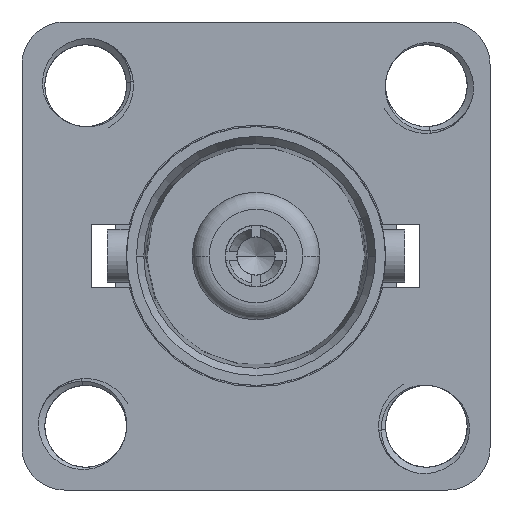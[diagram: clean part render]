
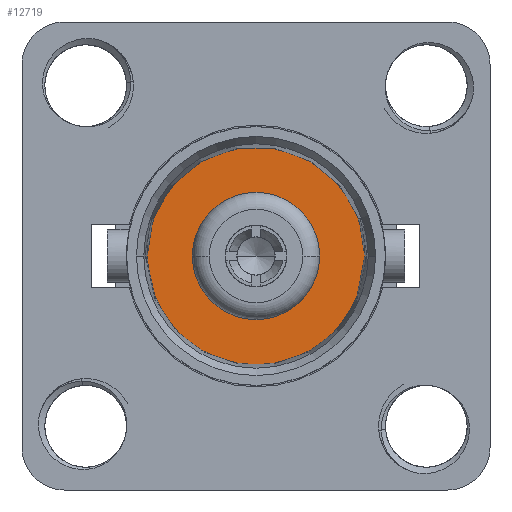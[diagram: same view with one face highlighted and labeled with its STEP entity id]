
A CAD part, left-side view. The second image highlights one B-rep face of the part: STEP entity #12719.
In plain terms, the highlighted planar face has unit normal (-1, 0, 0).
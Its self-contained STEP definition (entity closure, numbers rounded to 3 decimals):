
#5637=CARTESIAN_POINT('',(8.407,0.,0.));
#5638=DIRECTION('',(1.,0.,0.));
#5639=DIRECTION('',(0.,1.,0.));
#5640=AXIS2_PLACEMENT_3D('',#5637,#5638,#5639);
#5695=CARTESIAN_POINT('',(8.407,0.,0.));
#5696=DIRECTION('',(-1.,0.,0.));
#5697=DIRECTION('',(0.,1.,0.));
#5698=AXIS2_PLACEMENT_3D('',#5695,#5696,#5697);
#5705=CARTESIAN_POINT('',(8.407,0.,0.));
#5706=DIRECTION('',(1.,0.,0.));
#5707=DIRECTION('',(0.,-1.,0.));
#5708=AXIS2_PLACEMENT_3D('',#5705,#5706,#5707);
#5710=CARTESIAN_POINT('',(8.407,0.,0.));
#5711=DIRECTION('',(1.,0.,0.));
#5712=DIRECTION('',(0.,1.,0.));
#5713=AXIS2_PLACEMENT_3D('',#5710,#5711,#5712);
#6197=CARTESIAN_POINT('',(8.407,4.051,0.));
#6198=CARTESIAN_POINT('',(8.407,-4.051,0.));
#6199=VERTEX_POINT('',#6197);
#6200=VERTEX_POINT('',#6198);
#6576=CARTESIAN_POINT('',(8.407,-2.375,0.));
#6577=CARTESIAN_POINT('',(8.407,2.375,0.));
#6578=VERTEX_POINT('',#6576);
#6579=VERTEX_POINT('',#6577);
#12704=CARTESIAN_POINT('',(8.407,0.,0.));
#12705=DIRECTION('',(-1.,0.,0.));
#12706=DIRECTION('',(0.,1.,0.));
#12707=AXIS2_PLACEMENT_3D('',#12704,#12705,#12706);
#12708=PLANE('',#12707);
#12709=ORIENTED_EDGE('',*,*,#12667,.T.);
#12710=ORIENTED_EDGE('',*,*,#12694,.F.);
#12711=EDGE_LOOP('',(#12709,#12710));
#12712=FACE_OUTER_BOUND('',#12711,.F.);
#12714=ORIENTED_EDGE('',*,*,#12713,.F.);
#12716=ORIENTED_EDGE('',*,*,#12715,.F.);
#12717=EDGE_LOOP('',(#12714,#12716));
#12718=FACE_BOUND('',#12717,.F.);
#12719=ADVANCED_FACE('',(#12712,#12718),#12708,.T.);
#5641=CIRCLE('',#5640,4.051);
#5699=CIRCLE('',#5698,4.051);
#5709=CIRCLE('',#5708,2.375);
#5714=CIRCLE('',#5713,2.375);
#12667=EDGE_CURVE('',#6199,#6200,#5641,.T.);
#12694=EDGE_CURVE('',#6199,#6200,#5699,.T.);
#12713=EDGE_CURVE('',#6578,#6579,#5709,.T.);
#12715=EDGE_CURVE('',#6579,#6578,#5714,.T.);
